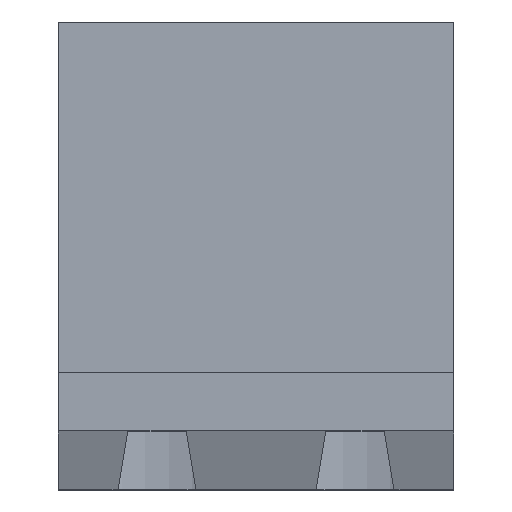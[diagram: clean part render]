
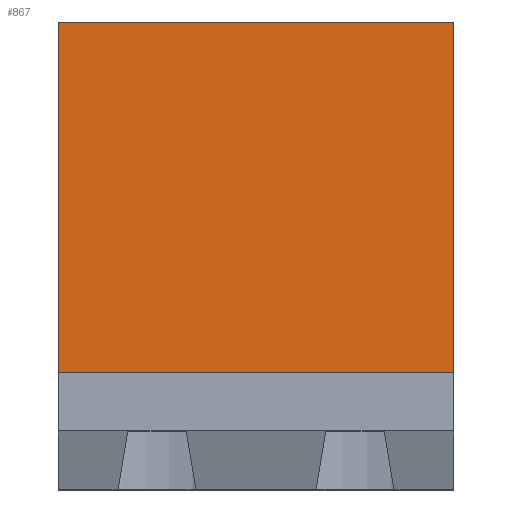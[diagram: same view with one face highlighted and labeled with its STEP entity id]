
A CAD part, top view. The second image highlights one B-rep face of the part: STEP entity #867.
In plain terms, the highlighted planar face has unit normal (0, 0, 1).
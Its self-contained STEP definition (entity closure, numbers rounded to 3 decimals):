
#22 = VERTEX_POINT('',#23);
#23 = CARTESIAN_POINT('',(-5.08,2.,7.6));
#32 = PLANE('',#33);
#33 = AXIS2_PLACEMENT_3D('',#34,#35,#36);
#34 = CARTESIAN_POINT('',(-6.08,2.,7.6));
#35 = DIRECTION('',(0.,1.,0.));
#36 = DIRECTION('',(0.,0.,-1.));
#43 = PLANE('',#44);
#44 = AXIS2_PLACEMENT_3D('',#45,#46,#47);
#45 = CARTESIAN_POINT('',(-5.08,-12.,-7.));
#46 = DIRECTION('',(1.,0.,0.));
#47 = DIRECTION('',(0.,0.,1.));
#54 = EDGE_CURVE('',#22,#55,#57,.T.);
#55 = VERTEX_POINT('',#56);
#56 = CARTESIAN_POINT('',(5.08,2.,7.6));
#57 = SURFACE_CURVE('',#58,(#62,#69),.PCURVE_S1.);
#58 = LINE('',#59,#60);
#59 = CARTESIAN_POINT('',(-6.08,2.,7.6));
#60 = VECTOR('',#61,1.);
#61 = DIRECTION('',(1.,0.,0.));
#62 = PCURVE('',#32,#63);
#63 = DEFINITIONAL_REPRESENTATION('',(#64),#68);
#64 = LINE('',#65,#66);
#65 = CARTESIAN_POINT('',(0.,0.));
#66 = VECTOR('',#67,1.);
#67 = DIRECTION('',(0.,-1.));
#68 = ( GEOMETRIC_REPRESENTATION_CONTEXT(2) 
PARAMETRIC_REPRESENTATION_CONTEXT() REPRESENTATION_CONTEXT('2D SPACE',''
  ) );
#69 = PCURVE('',#70,#75);
#70 = PLANE('',#71);
#71 = AXIS2_PLACEMENT_3D('',#72,#73,#74);
#72 = CARTESIAN_POINT('',(-6.08,-7.,7.6));
#73 = DIRECTION('',(0.,0.,1.));
#74 = DIRECTION('',(0.,1.,0.));
#75 = DEFINITIONAL_REPRESENTATION('',(#76),#80);
#76 = LINE('',#77,#78);
#77 = CARTESIAN_POINT('',(9.,0.));
#78 = VECTOR('',#79,1.);
#79 = DIRECTION('',(0.,-1.));
#80 = ( GEOMETRIC_REPRESENTATION_CONTEXT(2) 
PARAMETRIC_REPRESENTATION_CONTEXT() REPRESENTATION_CONTEXT('2D SPACE',''
  ) );
#97 = PLANE('',#98);
#98 = AXIS2_PLACEMENT_3D('',#99,#100,#101);
#99 = CARTESIAN_POINT('',(5.08,-12.,-9.));
#100 = DIRECTION('',(1.,0.,0.));
#101 = DIRECTION('',(0.,0.,1.));
#138 = EDGE_CURVE('',#139,#22,#141,.T.);
#139 = VERTEX_POINT('',#140);
#140 = CARTESIAN_POINT('',(-5.08,-7.,7.6));
#141 = SURFACE_CURVE('',#142,(#146,#152),.PCURVE_S1.);
#142 = LINE('',#143,#144);
#143 = CARTESIAN_POINT('',(-5.08,-9.5,7.6));
#144 = VECTOR('',#145,1.);
#145 = DIRECTION('',(0.,1.,0.));
#146 = PCURVE('',#43,#147);
#147 = DEFINITIONAL_REPRESENTATION('',(#148),#151);
#148 = B_SPLINE_CURVE_WITH_KNOTS('',1,(#149,#150),.UNSPECIFIED.,.F.,.F.,
  (2,2),(2.5,11.5),.PIECEWISE_BEZIER_KNOTS.);
#149 = CARTESIAN_POINT('',(14.6,-5.));
#150 = CARTESIAN_POINT('',(14.6,-14.));
#151 = ( GEOMETRIC_REPRESENTATION_CONTEXT(2) 
PARAMETRIC_REPRESENTATION_CONTEXT() REPRESENTATION_CONTEXT('2D SPACE',''
  ) );
#152 = PCURVE('',#70,#153);
#153 = DEFINITIONAL_REPRESENTATION('',(#154),#157);
#154 = B_SPLINE_CURVE_WITH_KNOTS('',1,(#155,#156),.UNSPECIFIED.,.F.,.F.,
  (2,2),(2.5,11.5),.PIECEWISE_BEZIER_KNOTS.);
#155 = CARTESIAN_POINT('',(0.,-1.));
#156 = CARTESIAN_POINT('',(9.,-1.));
#157 = ( GEOMETRIC_REPRESENTATION_CONTEXT(2) 
PARAMETRIC_REPRESENTATION_CONTEXT() REPRESENTATION_CONTEXT('2D SPACE',''
  ) );
#174 = PLANE('',#175);
#175 = AXIS2_PLACEMENT_3D('',#176,#177,#178);
#176 = CARTESIAN_POINT('',(-6.08,-7.,8.6));
#177 = DIRECTION('',(0.,1.,0.));
#178 = DIRECTION('',(0.,0.,-1.));
#665 = EDGE_CURVE('',#666,#55,#668,.T.);
#666 = VERTEX_POINT('',#667);
#667 = CARTESIAN_POINT('',(5.08,-7.,7.6));
#668 = SURFACE_CURVE('',#669,(#673,#679),.PCURVE_S1.);
#669 = LINE('',#670,#671);
#670 = CARTESIAN_POINT('',(5.08,-9.5,7.6));
#671 = VECTOR('',#672,1.);
#672 = DIRECTION('',(0.,1.,0.));
#673 = PCURVE('',#97,#674);
#674 = DEFINITIONAL_REPRESENTATION('',(#675),#678);
#675 = B_SPLINE_CURVE_WITH_KNOTS('',1,(#676,#677),.UNSPECIFIED.,.F.,.F.,
  (2,2),(2.5,11.5),.PIECEWISE_BEZIER_KNOTS.);
#676 = CARTESIAN_POINT('',(16.6,-5.));
#677 = CARTESIAN_POINT('',(16.6,-14.));
#678 = ( GEOMETRIC_REPRESENTATION_CONTEXT(2) 
PARAMETRIC_REPRESENTATION_CONTEXT() REPRESENTATION_CONTEXT('2D SPACE',''
  ) );
#679 = PCURVE('',#70,#680);
#680 = DEFINITIONAL_REPRESENTATION('',(#681),#684);
#681 = B_SPLINE_CURVE_WITH_KNOTS('',1,(#682,#683),.UNSPECIFIED.,.F.,.F.,
  (2,2),(2.5,11.5),.PIECEWISE_BEZIER_KNOTS.);
#682 = CARTESIAN_POINT('',(0.,-11.16));
#683 = CARTESIAN_POINT('',(9.,-11.16));
#684 = ( GEOMETRIC_REPRESENTATION_CONTEXT(2) 
PARAMETRIC_REPRESENTATION_CONTEXT() REPRESENTATION_CONTEXT('2D SPACE',''
  ) );
#867 = ADVANCED_FACE('',(#868),#70,.T.);
#868 = FACE_BOUND('',#869,.T.);
#869 = EDGE_LOOP('',(#870,#871,#892,#893));
#870 = ORIENTED_EDGE('',*,*,#138,.F.);
#871 = ORIENTED_EDGE('',*,*,#872,.T.);
#872 = EDGE_CURVE('',#139,#666,#873,.T.);
#873 = SURFACE_CURVE('',#874,(#878,#885),.PCURVE_S1.);
#874 = LINE('',#875,#876);
#875 = CARTESIAN_POINT('',(-6.08,-7.,7.6));
#876 = VECTOR('',#877,1.);
#877 = DIRECTION('',(1.,0.,0.));
#878 = PCURVE('',#70,#879);
#879 = DEFINITIONAL_REPRESENTATION('',(#880),#884);
#880 = LINE('',#881,#882);
#881 = CARTESIAN_POINT('',(0.,0.));
#882 = VECTOR('',#883,1.);
#883 = DIRECTION('',(0.,-1.));
#884 = ( GEOMETRIC_REPRESENTATION_CONTEXT(2) 
PARAMETRIC_REPRESENTATION_CONTEXT() REPRESENTATION_CONTEXT('2D SPACE',''
  ) );
#885 = PCURVE('',#174,#886);
#886 = DEFINITIONAL_REPRESENTATION('',(#887),#891);
#887 = LINE('',#888,#889);
#888 = CARTESIAN_POINT('',(1.,0.));
#889 = VECTOR('',#890,1.);
#890 = DIRECTION('',(0.,-1.));
#891 = ( GEOMETRIC_REPRESENTATION_CONTEXT(2) 
PARAMETRIC_REPRESENTATION_CONTEXT() REPRESENTATION_CONTEXT('2D SPACE',''
  ) );
#892 = ORIENTED_EDGE('',*,*,#665,.T.);
#893 = ORIENTED_EDGE('',*,*,#54,.F.);
